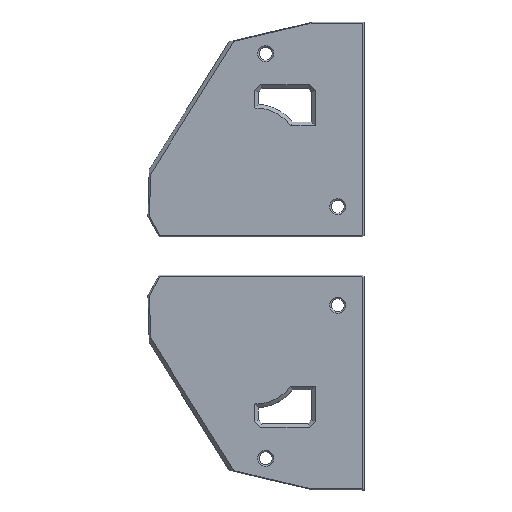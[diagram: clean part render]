
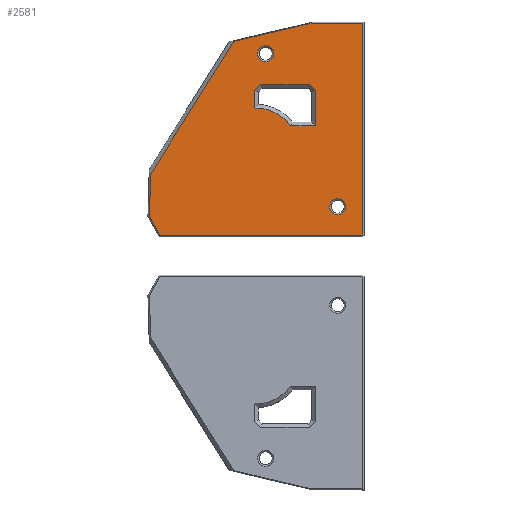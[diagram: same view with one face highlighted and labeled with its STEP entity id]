
A CAD part, top view. The second image highlights one B-rep face of the part: STEP entity #2581.
In plain terms, the highlighted planar face has unit normal (0, 0, 1).
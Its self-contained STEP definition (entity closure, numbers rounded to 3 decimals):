
#63=FACE_BOUND('',#298,.T.);
#64=FACE_BOUND('',#299,.T.);
#65=FACE_BOUND('',#300,.T.);
#73=CIRCLE('',#2759,11.6);
#74=CIRCLE('',#2760,2.1);
#75=CIRCLE('',#2761,2.1);
#147=FACE_OUTER_BOUND('',#297,.T.);
#297=EDGE_LOOP('',(#1712,#1713,#1714,#1715,#1716,#1717,#1718,#1719));
#298=EDGE_LOOP('',(#1720,#1721,#1722,#1723,#1724,#1725,#1726));
#299=EDGE_LOOP('',(#1727));
#300=EDGE_LOOP('',(#1728));
#451=LINE('',#3742,#755);
#453=LINE('',#3746,#757);
#464=LINE('',#3767,#768);
#465=LINE('',#3770,#769);
#469=LINE('',#3778,#773);
#472=LINE('',#3784,#776);
#475=LINE('',#3790,#779);
#476=LINE('',#3791,#780);
#477=LINE('',#3794,#781);
#478=LINE('',#3796,#782);
#479=LINE('',#3800,#783);
#480=LINE('',#3802,#784);
#481=LINE('',#3804,#785);
#482=LINE('',#3805,#786);
#755=VECTOR('',#2983,10.);
#757=VECTOR('',#2987,10.);
#768=VECTOR('',#3004,10.);
#769=VECTOR('',#3007,10.);
#773=VECTOR('',#3013,10.);
#776=VECTOR('',#3018,10.);
#779=VECTOR('',#3023,10.);
#780=VECTOR('',#3024,10.);
#781=VECTOR('',#3025,10.);
#782=VECTOR('',#3026,10.);
#783=VECTOR('',#3029,10.);
#784=VECTOR('',#3030,10.);
#785=VECTOR('',#3031,10.);
#786=VECTOR('',#3032,10.);
#1059=VERTEX_POINT('',#3739);
#1060=VERTEX_POINT('',#3741);
#1061=VERTEX_POINT('',#3745);
#1068=VERTEX_POINT('',#3765);
#1069=VERTEX_POINT('',#3769);
#1072=VERTEX_POINT('',#3777);
#1074=VERTEX_POINT('',#3783);
#1076=VERTEX_POINT('',#3789);
#1077=VERTEX_POINT('',#3792);
#1078=VERTEX_POINT('',#3793);
#1079=VERTEX_POINT('',#3795);
#1080=VERTEX_POINT('',#3797);
#1081=VERTEX_POINT('',#3799);
#1082=VERTEX_POINT('',#3801);
#1083=VERTEX_POINT('',#3803);
#1084=VERTEX_POINT('',#3806);
#1085=VERTEX_POINT('',#3808);
#1295=EDGE_CURVE('',#1060,#1059,#451,.T.);
#1297=EDGE_CURVE('',#1059,#1061,#453,.T.);
#1308=EDGE_CURVE('',#1061,#1068,#464,.T.);
#1309=EDGE_CURVE('',#1060,#1069,#465,.F.);
#1313=EDGE_CURVE('',#1068,#1072,#469,.T.);
#1316=EDGE_CURVE('',#1072,#1074,#472,.T.);
#1319=EDGE_CURVE('',#1076,#1074,#475,.T.);
#1320=EDGE_CURVE('',#1076,#1069,#476,.T.);
#1321=EDGE_CURVE('',#1077,#1078,#477,.T.);
#1322=EDGE_CURVE('',#1078,#1079,#478,.T.);
#1323=EDGE_CURVE('',#1079,#1080,#73,.T.);
#1324=EDGE_CURVE('',#1080,#1081,#479,.T.);
#1325=EDGE_CURVE('',#1081,#1082,#480,.T.);
#1326=EDGE_CURVE('',#1082,#1083,#481,.T.);
#1327=EDGE_CURVE('',#1083,#1077,#482,.T.);
#1328=EDGE_CURVE('',#1084,#1084,#74,.T.);
#1329=EDGE_CURVE('',#1085,#1085,#75,.T.);
#1712=ORIENTED_EDGE('',*,*,#1295,.T.);
#1713=ORIENTED_EDGE('',*,*,#1297,.T.);
#1714=ORIENTED_EDGE('',*,*,#1308,.T.);
#1715=ORIENTED_EDGE('',*,*,#1313,.T.);
#1716=ORIENTED_EDGE('',*,*,#1316,.T.);
#1717=ORIENTED_EDGE('',*,*,#1319,.F.);
#1718=ORIENTED_EDGE('',*,*,#1320,.T.);
#1719=ORIENTED_EDGE('',*,*,#1309,.F.);
#1720=ORIENTED_EDGE('',*,*,#1321,.T.);
#1721=ORIENTED_EDGE('',*,*,#1322,.T.);
#1722=ORIENTED_EDGE('',*,*,#1323,.T.);
#1723=ORIENTED_EDGE('',*,*,#1324,.T.);
#1724=ORIENTED_EDGE('',*,*,#1325,.T.);
#1725=ORIENTED_EDGE('',*,*,#1326,.T.);
#1726=ORIENTED_EDGE('',*,*,#1327,.T.);
#1727=ORIENTED_EDGE('',*,*,#1328,.T.);
#1728=ORIENTED_EDGE('',*,*,#1329,.T.);
#2453=PLANE('',#2758);
#2581=ADVANCED_FACE('',(#147,#63,#64,#65),#2453,.F.);
#2758=AXIS2_PLACEMENT_3D('',#3788,#3021,#3022);
#2759=AXIS2_PLACEMENT_3D('',#3798,#3027,#3028);
#2760=AXIS2_PLACEMENT_3D('',#3807,#3033,#3034);
#2761=AXIS2_PLACEMENT_3D('',#3809,#3035,#3036);
#2983=DIRECTION('',(-0.027,-1.,0.));
#2987=DIRECTION('',(0.484,-0.875,0.));
#3004=DIRECTION('',(1.,0.,0.));
#3007=DIRECTION('',(-0.531,-0.847,0.));
#3013=DIRECTION('',(0.707,0.707,0.));
#3018=DIRECTION('',(0.,1.,0.));
#3021=DIRECTION('center_axis',(0.,0.,
-1.));
#3022=DIRECTION('ref_axis',(1.,0.,0.));
#3023=DIRECTION('',(1.,0.,0.));
#3024=DIRECTION('',(-0.974,-0.228,0.));
#3025=DIRECTION('',(0.,-1.,0.));
#3026=DIRECTION('',(-1.,0.,0.));
#3027=DIRECTION('center_axis',(0.,0.,
1.));
#3028=DIRECTION('ref_axis',(1.,0.,0.));
#3029=DIRECTION('',(0.,1.,0.));
#3030=DIRECTION('',(0.707,0.707,0.));
#3031=DIRECTION('',(1.,0.,0.));
#3032=DIRECTION('',(0.707,-0.707,0.));
#3033=DIRECTION('center_axis',(0.,0.,
-1.));
#3034=DIRECTION('ref_axis',(-1.,0.,0.));
#3035=DIRECTION('center_axis',(0.,0.,
-1.));
#3036=DIRECTION('ref_axis',(-1.,0.,0.));
#3739=CARTESIAN_POINT('',(67.035,142.493,-181.258));
#3741=CARTESIAN_POINT('',(67.335,153.522,-181.258));
#3742=CARTESIAN_POINT('',(67.451,157.75,-181.258));
#3745=CARTESIAN_POINT('',(69.801,137.495,-181.258));
#3746=CARTESIAN_POINT('',(66.475,143.505,-181.258));
#3765=CARTESIAN_POINT('',(122.671,137.495,-181.258));
#3767=CARTESIAN_POINT('',(98.928,137.495,-181.258));
#3769=CARTESIAN_POINT('',(89.128,188.29,-181.258));
#3770=CARTESIAN_POINT('',(79.715,173.272,-181.258));
#3777=CARTESIAN_POINT('',(122.836,137.66,-181.258));
#3778=CARTESIAN_POINT('',(121.207,136.031,-181.258));
#3783=CARTESIAN_POINT('',(122.836,192.969,-181.258));
#3784=CARTESIAN_POINT('',(122.836,176.183,-181.258));
#3788=CARTESIAN_POINT('Origin',(94.708,159.273,-181.258));
#3789=CARTESIAN_POINT('',(109.076,192.969,-181.258));
#3790=CARTESIAN_POINT('',(108.322,192.969,-181.258));
#3791=CARTESIAN_POINT('',(90.426,188.594,-181.258));
#3792=CARTESIAN_POINT('',(110.496,175.387,-181.258));
#3793=CARTESIAN_POINT('',(110.496,166.173,-181.258));
#3794=CARTESIAN_POINT('',(110.496,163.723,-181.258));
#3795=CARTESIAN_POINT('',(104.032,166.173,-181.258));
#3796=CARTESIAN_POINT('',(95.631,166.173,-181.258));
#3797=CARTESIAN_POINT('',(94.554,170.872,-181.258));
#3798=CARTESIAN_POINT('Origin',(94.708,159.273,-181.258));
#3799=CARTESIAN_POINT('',(94.554,175.387,-181.258));
#3800=CARTESIAN_POINT('',(94.554,167.123,-181.258));
#3801=CARTESIAN_POINT('',(96.14,176.973,-181.258));
#3802=CARTESIAN_POINT('',(91.21,172.043,-181.258));
#3803=CARTESIAN_POINT('',(108.91,176.973,-181.258));
#3804=CARTESIAN_POINT('',(101.602,176.973,-181.258));
#3805=CARTESIAN_POINT('',(110.431,175.452,-181.258));
#3806=CARTESIAN_POINT('',(99.56,185.086,-181.258));
#3807=CARTESIAN_POINT('Origin',(97.46,185.086,-181.258));
#3808=CARTESIAN_POINT('',(118.447,144.992,-181.258));
#3809=CARTESIAN_POINT('Origin',(116.347,144.992,-181.258));
